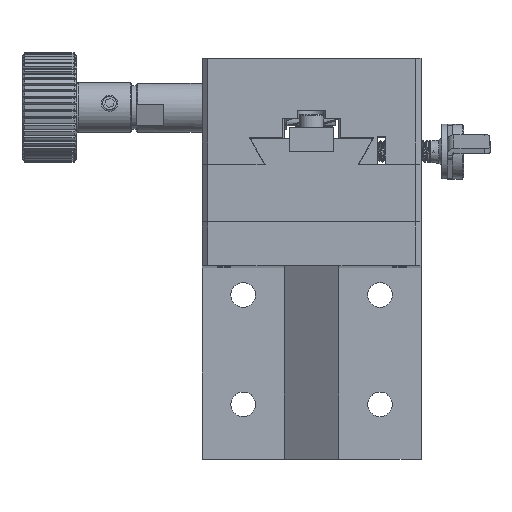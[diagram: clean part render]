
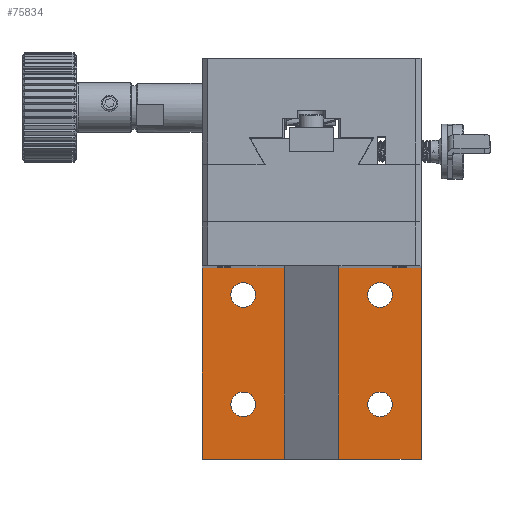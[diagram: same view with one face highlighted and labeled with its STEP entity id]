
A CAD part, top view. The second image highlights one B-rep face of the part: STEP entity #75834.
In plain terms, the highlighted planar face has unit normal (0, 0, 1).
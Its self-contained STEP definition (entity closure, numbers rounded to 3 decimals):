
#1362 = DIRECTION ( 'NONE',  ( 0., 0., -1. ) ) ;
#3107 = CARTESIAN_POINT ( 'NONE',  ( 102.648, 96.558, 28.656 ) ) ;
#5037 = LINE ( 'NONE', #32846, #57405 ) ;
#5146 = VERTEX_POINT ( 'NONE', #36599 ) ;
#7899 = CIRCLE ( 'NONE', #37521, 2.25 ) ;
#9850 = EDGE_LOOP ( 'NONE', ( #104485 ) ) ;
#10571 = CIRCLE ( 'NONE', #34218, 2.25 ) ;
#11136 = DIRECTION ( 'NONE',  ( 0., 1., 0. ) ) ;
#13026 = CARTESIAN_POINT ( 'NONE',  ( 90.148, 116.308, 28.656 ) ) ;
#13953 = EDGE_LOOP ( 'NONE', ( #77640 ) ) ;
#16830 = EDGE_LOOP ( 'NONE', ( #175675 ) ) ;
#16968 = AXIS2_PLACEMENT_3D ( 'NONE', #127237, #98500, #53974 ) ;
#17078 = CARTESIAN_POINT ( 'NONE',  ( 82.648, 86.308, 28.656 ) ) ;
#17235 = VERTEX_POINT ( 'NONE', #173851 ) ;
#17702 = CARTESIAN_POINT ( 'NONE',  ( 82.648, 129.308, 28.656 ) ) ;
#20311 = AXIS2_PLACEMENT_3D ( 'NONE', #92759, #176195, #133618 ) ;
#21311 = CARTESIAN_POINT ( 'NONE',  ( 114.648, 126.558, 28.656 ) ) ;
#22199 = EDGE_CURVE ( 'NONE', #34293, #34293, #96906, .T. ) ;
#22969 = LINE ( 'NONE', #150878, #41202 ) ;
#23612 = CARTESIAN_POINT ( 'NONE',  ( 115.148, 98.558, 28.656 ) ) ;
#25351 = CARTESIAN_POINT ( 'NONE',  ( 122.648, 86.308, 28.656 ) ) ;
#26377 = CIRCLE ( 'NONE', #103418, 2.25 ) ;
#27229 = AXIS2_PLACEMENT_3D ( 'NONE', #41234, #1362, #30979 ) ;
#27386 = DIRECTION ( 'NONE',  ( 0., 1., 0. ) ) ;
#30979 = DIRECTION ( 'NONE',  ( 0., 1., 0. ) ) ;
#32739 = CARTESIAN_POINT ( 'NONE',  ( 90.148, 98.558, 28.656 ) ) ;
#32846 = CARTESIAN_POINT ( 'NONE',  ( 122.648, 129.308, 28.656 ) ) ;
#33707 = FACE_BOUND ( 'NONE', #164187, .T. ) ;
#34218 = AXIS2_PLACEMENT_3D ( 'NONE', #116342, #154379, #27386 ) ;
#34293 = VERTEX_POINT ( 'NONE', #21311 ) ;
#34596 = CARTESIAN_POINT ( 'NONE',  ( 102.648, 114.308, 28.656 ) ) ;
#34621 = DIRECTION ( 'NONE',  ( 0., 0., 1. ) ) ;
#36492 = DIRECTION ( 'NONE',  ( -1., 0., 0. ) ) ;
#36599 = CARTESIAN_POINT ( 'NONE',  ( 90.648, 126.558, 28.656 ) ) ;
#37521 = AXIS2_PLACEMENT_3D ( 'NONE', #80661, #138153, #11136 ) ;
#39128 = CIRCLE ( 'NONE', #27229, 2.25 ) ;
#39285 = VECTOR ( 'NONE', #90896, 1000. ) ;
#41202 = VECTOR ( 'NONE', #178680, 1000. ) ;
#41234 = CARTESIAN_POINT ( 'NONE',  ( 90.648, 124.308, 28.656 ) ) ;
#43479 = ORIENTED_EDGE ( 'NONE', *, *, #133902, .T. ) ;
#46430 = EDGE_LOOP ( 'NONE', ( #136043 ) ) ;
#46714 = DIRECTION ( 'NONE',  ( 0., -1., 0. ) ) ;
#47984 = AXIS2_PLACEMENT_3D ( 'NONE', #90280, #34621, #46714 ) ;
#48547 = FACE_OUTER_BOUND ( 'NONE', #80098, .T. ) ;
#50804 = EDGE_LOOP ( 'NONE', ( #182803 ) ) ;
#51961 = DIRECTION ( 'NONE',  ( 0., 1., 0. ) ) ;
#52725 = LINE ( 'NONE', #82398, #79303 ) ;
#52816 = VERTEX_POINT ( 'NONE', #165144 ) ;
#53974 = DIRECTION ( 'NONE',  ( 0., 1., 0. ) ) ;
#54159 = VERTEX_POINT ( 'NONE', #23612 ) ;
#55330 = EDGE_CURVE ( 'NONE', #60763, #60763, #134822, .T. ) ;
#57405 = VECTOR ( 'NONE', #36492, 1000. ) ;
#57407 = ORIENTED_EDGE ( 'NONE', *, *, #80142, .T. ) ;
#57793 = EDGE_CURVE ( 'NONE', #17235, #17235, #7899, .T. ) ;
#60620 = FACE_BOUND ( 'NONE', #46430, .T. ) ;
#60763 = VERTEX_POINT ( 'NONE', #157209 ) ;
#64201 = VERTEX_POINT ( 'NONE', #32739 ) ;
#67152 = VERTEX_POINT ( 'NONE', #17078 ) ;
#68503 = EDGE_CURVE ( 'NONE', #67152, #151664, #22969, .T. ) ;
#69551 = DIRECTION ( 'NONE',  ( 0., 0., -1. ) ) ;
#75588 = EDGE_CURVE ( 'NONE', #5146, #5146, #39128, .T. ) ;
#75834 = ADVANCED_FACE ( 'NONE', ( #48547, #158879, #174625, #104215, #105128, #88462, #60620, #33707, #117219 ), #161627, .T. ) ;
#77640 = ORIENTED_EDGE ( 'NONE', *, *, #57793, .T. ) ;
#79303 = VECTOR ( 'NONE', #83313, 1000. ) ;
#79305 = VERTEX_POINT ( 'NONE', #170336 ) ;
#80098 = EDGE_LOOP ( 'NONE', ( #175782, #57407, #43479, #157288 ) ) ;
#80142 = EDGE_CURVE ( 'NONE', #79305, #52816, #5037, .T. ) ;
#80661 = CARTESIAN_POINT ( 'NONE',  ( 115.148, 116.308, 28.656 ) ) ;
#82398 = CARTESIAN_POINT ( 'NONE',  ( 122.648, 129.308, 28.656 ) ) ;
#83004 = DIRECTION ( 'NONE',  ( 0., 0., -1. ) ) ;
#83313 = DIRECTION ( 'NONE',  ( 0., 1., 0. ) ) ;
#85648 = VERTEX_POINT ( 'NONE', #3107 ) ;
#88462 = FACE_BOUND ( 'NONE', #179851, .T. ) ;
#90280 = CARTESIAN_POINT ( 'NONE',  ( 122.648, 129.308, 28.656 ) ) ;
#90896 = DIRECTION ( 'NONE',  ( 0., -1., 0. ) ) ;
#91175 = DIRECTION ( 'NONE',  ( 0., 1., 0. ) ) ;
#92759 = CARTESIAN_POINT ( 'NONE',  ( 115.148, 96.308, 28.656 ) ) ;
#93949 = EDGE_CURVE ( 'NONE', #122842, #122842, #168113, .T. ) ;
#94596 = EDGE_CURVE ( 'NONE', #54159, #54159, #106215, .T. ) ;
#96906 = CIRCLE ( 'NONE', #16968, 2.25 ) ;
#96930 = DIRECTION ( 'NONE',  ( 0., 1., 0. ) ) ;
#98500 = DIRECTION ( 'NONE',  ( 0., 0., -1. ) ) ;
#103418 = AXIS2_PLACEMENT_3D ( 'NONE', #181269, #83004, #96930 ) ;
#104215 = FACE_BOUND ( 'NONE', #16830, .T. ) ;
#104485 = ORIENTED_EDGE ( 'NONE', *, *, #144895, .T. ) ;
#105128 = FACE_BOUND ( 'NONE', #13953, .T. ) ;
#106004 = DIRECTION ( 'NONE',  ( 0., 0., -1. ) ) ;
#106215 = CIRCLE ( 'NONE', #20311, 2.25 ) ;
#116342 = CARTESIAN_POINT ( 'NONE',  ( 90.148, 96.308, 28.656 ) ) ;
#117219 = FACE_BOUND ( 'NONE', #140319, .T. ) ;
#119508 = EDGE_CURVE ( 'NONE', #85648, #85648, #26377, .T. ) ;
#122842 = VERTEX_POINT ( 'NONE', #124674 ) ;
#124674 = CARTESIAN_POINT ( 'NONE',  ( 102.648, 116.558, 28.656 ) ) ;
#127237 = CARTESIAN_POINT ( 'NONE',  ( 114.648, 124.308, 28.656 ) ) ;
#131794 = ORIENTED_EDGE ( 'NONE', *, *, #75588, .T. ) ;
#133618 = DIRECTION ( 'NONE',  ( 0., 1., 0. ) ) ;
#133902 = EDGE_CURVE ( 'NONE', #52816, #67152, #144725, .T. ) ;
#134822 = CIRCLE ( 'NONE', #158462, 2.25 ) ;
#136043 = ORIENTED_EDGE ( 'NONE', *, *, #22199, .T. ) ;
#138153 = DIRECTION ( 'NONE',  ( 0., 0., -1. ) ) ;
#140319 = EDGE_LOOP ( 'NONE', ( #142212 ) ) ;
#142212 = ORIENTED_EDGE ( 'NONE', *, *, #119508, .T. ) ;
#144725 = LINE ( 'NONE', #17702, #39285 ) ;
#144895 = EDGE_CURVE ( 'NONE', #64201, #64201, #10571, .T. ) ;
#150878 = CARTESIAN_POINT ( 'NONE',  ( 122.648, 86.308, 28.656 ) ) ;
#151664 = VERTEX_POINT ( 'NONE', #25351 ) ;
#154379 = DIRECTION ( 'NONE',  ( 0., 0., -1. ) ) ;
#157209 = CARTESIAN_POINT ( 'NONE',  ( 90.148, 118.558, 28.656 ) ) ;
#157288 = ORIENTED_EDGE ( 'NONE', *, *, #68503, .T. ) ;
#158462 = AXIS2_PLACEMENT_3D ( 'NONE', #13026, #69551, #51961 ) ;
#158879 = FACE_BOUND ( 'NONE', #50804, .T. ) ;
#159072 = ORIENTED_EDGE ( 'NONE', *, *, #93949, .T. ) ;
#161627 = PLANE ( 'NONE',  #47984 ) ;
#164187 = EDGE_LOOP ( 'NONE', ( #159072 ) ) ;
#165044 = EDGE_CURVE ( 'NONE', #151664, #79305, #52725, .T. ) ;
#165144 = CARTESIAN_POINT ( 'NONE',  ( 82.648, 129.308, 28.656 ) ) ;
#168113 = CIRCLE ( 'NONE', #174048, 2.25 ) ;
#170336 = CARTESIAN_POINT ( 'NONE',  ( 122.648, 129.308, 28.656 ) ) ;
#173851 = CARTESIAN_POINT ( 'NONE',  ( 115.148, 118.558, 28.656 ) ) ;
#174048 = AXIS2_PLACEMENT_3D ( 'NONE', #34596, #106004, #91175 ) ;
#174625 = FACE_BOUND ( 'NONE', #9850, .T. ) ;
#175675 = ORIENTED_EDGE ( 'NONE', *, *, #94596, .T. ) ;
#175782 = ORIENTED_EDGE ( 'NONE', *, *, #165044, .T. ) ;
#176195 = DIRECTION ( 'NONE',  ( 0., 0., -1. ) ) ;
#178680 = DIRECTION ( 'NONE',  ( 1., 0., 0. ) ) ;
#179851 = EDGE_LOOP ( 'NONE', ( #131794 ) ) ;
#181269 = CARTESIAN_POINT ( 'NONE',  ( 102.648, 94.308, 28.656 ) ) ;
#182803 = ORIENTED_EDGE ( 'NONE', *, *, #55330, .T. ) ;
